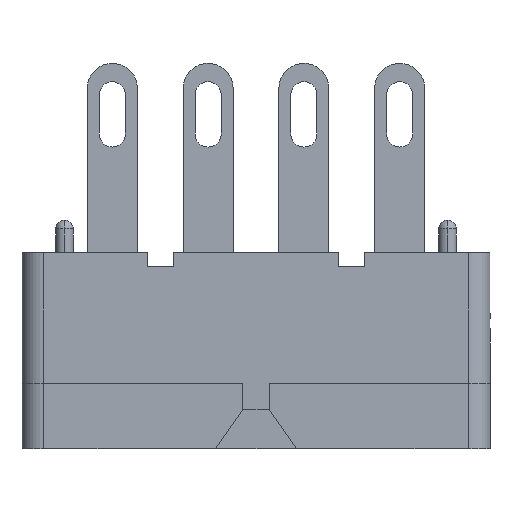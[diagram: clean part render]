
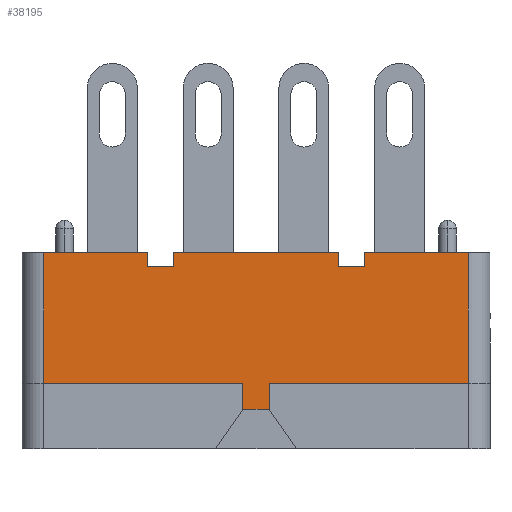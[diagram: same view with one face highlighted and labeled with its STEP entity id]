
A CAD part, front view. The second image highlights one B-rep face of the part: STEP entity #38195.
In plain terms, the highlighted planar face has unit normal (0, -1, 0).
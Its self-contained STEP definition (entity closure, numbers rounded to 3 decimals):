
#290 = DIRECTION ( 'NONE',  ( 1., 0., 0. ) ) ;
#317 = CARTESIAN_POINT ( 'NONE',  ( 9.75, -12.7, 9. ) ) ;
#581 = CARTESIAN_POINT ( 'NONE',  ( 9.75, -12.7, 3. ) ) ;
#582 = DIRECTION ( 'NONE',  ( 1., 0., 0. ) ) ;
#7113 = CARTESIAN_POINT ( 'NONE',  ( 0.6, -12.7, 3. ) ) ;
#7201 = CARTESIAN_POINT ( 'NONE',  ( 9.75, -12.7, 3. ) ) ;
#9466 = LINE ( 'NONE', #11816, #9482 ) ;
#9482 = VECTOR ( 'NONE', #11817, 1000. ) ;
#9509 = LINE ( 'NONE', #11993, #9514 ) ;
#9514 = VECTOR ( 'NONE', #12449, 1000. ) ;
#10136 = CARTESIAN_POINT ( 'NONE',  ( 9.75, -12.7, 9. ) ) ;
#10177 = CARTESIAN_POINT ( 'NONE',  ( 3.8, -12.7, 9. ) ) ;
#10182 = CARTESIAN_POINT ( 'NONE',  ( -9.75, -12.7, 9. ) ) ;
#10244 = CARTESIAN_POINT ( 'NONE',  ( -5., -12.7, 9. ) ) ;
#10247 = CARTESIAN_POINT ( 'NONE',  ( -3.8, -12.7, 9. ) ) ;
#11816 = CARTESIAN_POINT ( 'NONE',  ( 9.75, -12.7, 9. ) ) ;
#11817 = DIRECTION ( 'NONE',  ( 1., 0., 0. ) ) ;
#11993 = CARTESIAN_POINT ( 'NONE',  ( 9.75, -12.7, 9. ) ) ;
#12449 = DIRECTION ( 'NONE',  ( 1., 0., 0. ) ) ;
#12781 = VERTEX_POINT ( 'NONE', #7113 ) ;
#12956 = VERTEX_POINT ( 'NONE', #7201 ) ;
#18630 = AXIS2_PLACEMENT_3D ( 'NONE', #26625, #26626, #26627 ) ;
#22417 = EDGE_LOOP ( 'NONE', ( #40172, #40173, #40175, #40176, #40179, #40180, #40182, #40184, #40186, #40188, #40190, #40191, #40193, #40194, #40196, #40198 ) ) ;
#23915 = LINE ( 'NONE', #317, #23917 ) ;
#23917 = VECTOR ( 'NONE', #290, 1000. ) ;
#23991 = LINE ( 'NONE', #581, #23994 ) ;
#23994 = VECTOR ( 'NONE', #582, 1000. ) ;
#26006 = FACE_OUTER_BOUND ( 'NONE', #22417, .T. ) ;
#26617 = PLANE ( 'NONE',  #18630 ) ;
#26625 = CARTESIAN_POINT ( 'NONE',  ( 9.75, -12.7, 9. ) ) ;
#26626 = DIRECTION ( 'NONE',  ( 0., 1., 0. ) ) ;
#26627 = DIRECTION ( 'NONE',  ( 0., 0., 1. ) ) ;
#31292 = CARTESIAN_POINT ( 'NONE',  ( -9.75, -12.7, 3. ) ) ;
#31296 = CARTESIAN_POINT ( 'NONE',  ( -0.6, -12.7, 3. ) ) ;
#31297 = CARTESIAN_POINT ( 'NONE',  ( 5., -12.7, 9. ) ) ;
#36897 = VERTEX_POINT ( 'NONE', #10136 ) ;
#36976 = VERTEX_POINT ( 'NONE', #10177 ) ;
#36985 = VERTEX_POINT ( 'NONE', #10182 ) ;
#37103 = VERTEX_POINT ( 'NONE', #10244 ) ;
#37110 = VERTEX_POINT ( 'NONE', #10247 ) ;
#37771 = EDGE_CURVE ( 'NONE', #38480, #36897, #9466, .T. ) ;
#37798 = EDGE_CURVE ( 'NONE', #37110, #36976, #9509, .T. ) ;
#38195 = ADVANCED_FACE ( 'NONE', ( #26006 ), #26617, .F. ) ;
#38475 = VERTEX_POINT ( 'NONE', #31292 ) ;
#38479 = VERTEX_POINT ( 'NONE', #31296 ) ;
#38480 = VERTEX_POINT ( 'NONE', #31297 ) ;
#40172 = ORIENTED_EDGE ( 'NONE', *, *, #46610, .F. ) ;
#40173 = ORIENTED_EDGE ( 'NONE', *, *, #46611, .T. ) ;
#40175 = ORIENTED_EDGE ( 'NONE', *, *, #37798, .F. ) ;
#40176 = ORIENTED_EDGE ( 'NONE', *, *, #46612, .F. ) ;
#40179 = ORIENTED_EDGE ( 'NONE', *, *, #46613, .F. ) ;
#40180 = ORIENTED_EDGE ( 'NONE', *, *, #46614, .T. ) ;
#40182 = ORIENTED_EDGE ( 'NONE', *, *, #47143, .F. ) ;
#40184 = ORIENTED_EDGE ( 'NONE', *, *, #46615, .T. ) ;
#40186 = ORIENTED_EDGE ( 'NONE', *, *, #47195, .T. ) ;
#40188 = ORIENTED_EDGE ( 'NONE', *, *, #46616, .F. ) ;
#40190 = ORIENTED_EDGE ( 'NONE', *, *, #46617, .F. ) ;
#40191 = ORIENTED_EDGE ( 'NONE', *, *, #46618, .T. ) ;
#40193 = ORIENTED_EDGE ( 'NONE', *, *, #44400, .T. ) ;
#40194 = ORIENTED_EDGE ( 'NONE', *, *, #46619, .F. ) ;
#40196 = ORIENTED_EDGE ( 'NONE', *, *, #37771, .F. ) ;
#40198 = ORIENTED_EDGE ( 'NONE', *, *, #46620, .F. ) ;
#43659 = VERTEX_POINT ( 'NONE', #45873 ) ;
#43710 = VERTEX_POINT ( 'NONE', #45968 ) ;
#43720 = VERTEX_POINT ( 'NONE', #45986 ) ;
#43723 = VERTEX_POINT ( 'NONE', #45992 ) ;
#43770 = VERTEX_POINT ( 'NONE', #46079 ) ;
#43771 = VERTEX_POINT ( 'NONE', #46081 ) ;
#44400 = EDGE_CURVE ( 'NONE', #12781, #12956, #52005, .T. ) ;
#45873 = CARTESIAN_POINT ( 'NONE',  ( 5., -12.7, 8.35 ) ) ;
#45968 = CARTESIAN_POINT ( 'NONE',  ( 0.6, -12.7, 1.8 ) ) ;
#45986 = CARTESIAN_POINT ( 'NONE',  ( 3.8, -12.7, 8.35 ) ) ;
#45992 = CARTESIAN_POINT ( 'NONE',  ( -3.8, -12.7, 8.35 ) ) ;
#46079 = CARTESIAN_POINT ( 'NONE',  ( -5., -12.7, 8.35 ) ) ;
#46081 = CARTESIAN_POINT ( 'NONE',  ( -0.6, -12.7, 1.8 ) ) ;
#46610 = EDGE_CURVE ( 'NONE', #43720, #43659, #52358, .T. ) ;
#46611 = EDGE_CURVE ( 'NONE', #43720, #36976, #52336, .T. ) ;
#46612 = EDGE_CURVE ( 'NONE', #43723, #37110, #52362, .T. ) ;
#46613 = EDGE_CURVE ( 'NONE', #43770, #43723, #52364, .T. ) ;
#46614 = EDGE_CURVE ( 'NONE', #43770, #37103, #52360, .T. ) ;
#46615 = EDGE_CURVE ( 'NONE', #36985, #38475, #52370, .T. ) ;
#46616 = EDGE_CURVE ( 'NONE', #43771, #38479, #52374, .T. ) ;
#46617 = EDGE_CURVE ( 'NONE', #43710, #43771, #52366, .T. ) ;
#46618 = EDGE_CURVE ( 'NONE', #43710, #12781, #52378, .T. ) ;
#46619 = EDGE_CURVE ( 'NONE', #36897, #12956, #52380, .T. ) ;
#46620 = EDGE_CURVE ( 'NONE', #43659, #38480, #52383, .T. ) ;
#47143 = EDGE_CURVE ( 'NONE', #36985, #37103, #23915, .T. ) ;
#47195 = EDGE_CURVE ( 'NONE', #38475, #38479, #23991, .T. ) ;
#50557 = CARTESIAN_POINT ( 'NONE',  ( 9.75, -12.7, 3. ) ) ;
#50559 = DIRECTION ( 'NONE',  ( 1., 0., 0. ) ) ;
#51305 = CARTESIAN_POINT ( 'NONE',  ( 3.8, -12.7, 8.35 ) ) ;
#51307 = CARTESIAN_POINT ( 'NONE',  ( -5., -12.7, 8.35 ) ) ;
#51335 = CARTESIAN_POINT ( 'NONE',  ( 3.8, -12.7, 8.35 ) ) ;
#51337 = CARTESIAN_POINT ( 'NONE',  ( -0.6, -12.7, 1.8 ) ) ;
#51339 = DIRECTION ( 'NONE',  ( 1., 0., 0. ) ) ;
#51341 = DIRECTION ( 'NONE',  ( 0., 0., 1. ) ) ;
#51344 = CARTESIAN_POINT ( 'NONE',  ( -3.8, -12.7, 8.35 ) ) ;
#51347 = DIRECTION ( 'NONE',  ( 0., 0., 1. ) ) ;
#51348 = CARTESIAN_POINT ( 'NONE',  ( -5., -12.7, 8.35 ) ) ;
#51352 = DIRECTION ( 'NONE',  ( 1., 0., 0. ) ) ;
#51354 = DIRECTION ( 'NONE',  ( 0., 0., 1. ) ) ;
#51358 = CARTESIAN_POINT ( 'NONE',  ( -9.75, -12.7, 9. ) ) ;
#51360 = DIRECTION ( 'NONE',  ( 0., 0., -1. ) ) ;
#51362 = CARTESIAN_POINT ( 'NONE',  ( -0.6, -12.7, 1.8 ) ) ;
#51366 = DIRECTION ( 'NONE',  ( 0., 0., 1. ) ) ;
#51368 = DIRECTION ( 'NONE',  ( -1., 0., 0. ) ) ;
#51371 = CARTESIAN_POINT ( 'NONE',  ( 0.6, -12.7, 1.8 ) ) ;
#51374 = DIRECTION ( 'NONE',  ( 0., 0., 1. ) ) ;
#51376 = CARTESIAN_POINT ( 'NONE',  ( 9.75, -12.7, 9. ) ) ;
#51379 = DIRECTION ( 'NONE',  ( 0., 0., -1. ) ) ;
#51380 = CARTESIAN_POINT ( 'NONE',  ( 5., -12.7, 8.35 ) ) ;
#51383 = DIRECTION ( 'NONE',  ( 0., 0., 1. ) ) ;
#52005 = LINE ( 'NONE', #50557, #52010 ) ;
#52010 = VECTOR ( 'NONE', #50559, 1000. ) ;
#52336 = LINE ( 'NONE', #51305, #52363 ) ;
#52358 = LINE ( 'NONE', #51335, #52361 ) ;
#52360 = LINE ( 'NONE', #51307, #52372 ) ;
#52361 = VECTOR ( 'NONE', #51339, 1000. ) ;
#52362 = LINE ( 'NONE', #51344, #52365 ) ;
#52363 = VECTOR ( 'NONE', #51341, 1000. ) ;
#52364 = LINE ( 'NONE', #51348, #52368 ) ;
#52365 = VECTOR ( 'NONE', #51347, 1000. ) ;
#52366 = LINE ( 'NONE', #51337, #52379 ) ;
#52368 = VECTOR ( 'NONE', #51352, 1000. ) ;
#52370 = LINE ( 'NONE', #51358, #52375 ) ;
#52372 = VECTOR ( 'NONE', #51354, 1000. ) ;
#52374 = LINE ( 'NONE', #51362, #52377 ) ;
#52375 = VECTOR ( 'NONE', #51360, 1000. ) ;
#52377 = VECTOR ( 'NONE', #51366, 1000. ) ;
#52378 = LINE ( 'NONE', #51371, #52382 ) ;
#52379 = VECTOR ( 'NONE', #51368, 1000. ) ;
#52380 = LINE ( 'NONE', #51376, #52384 ) ;
#52382 = VECTOR ( 'NONE', #51374, 1000. ) ;
#52383 = LINE ( 'NONE', #51380, #52386 ) ;
#52384 = VECTOR ( 'NONE', #51379, 1000. ) ;
#52386 = VECTOR ( 'NONE', #51383, 1000. ) ;
